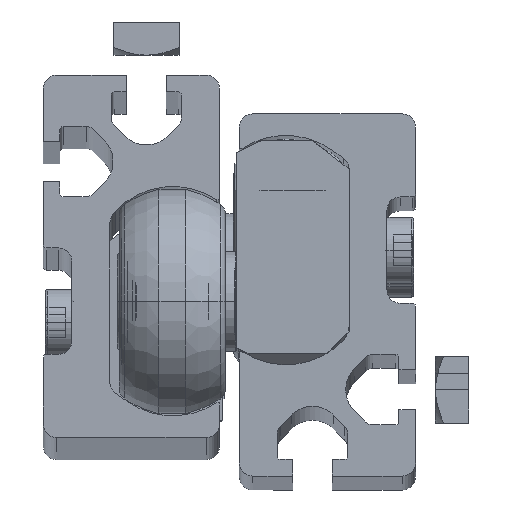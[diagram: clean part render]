
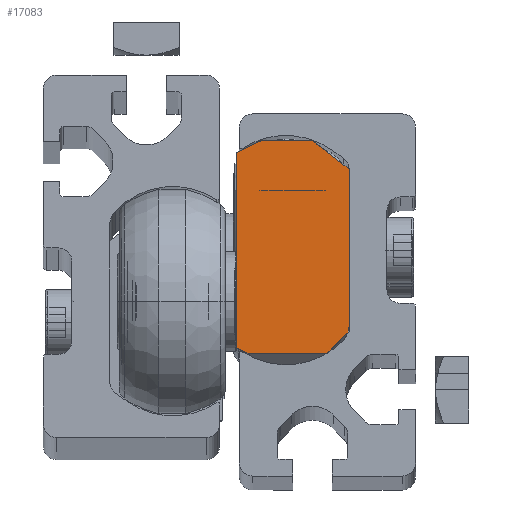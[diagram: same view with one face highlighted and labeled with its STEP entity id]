
A CAD part, top view. The second image highlights one B-rep face of the part: STEP entity #17083.
In plain terms, the highlighted face is planar.
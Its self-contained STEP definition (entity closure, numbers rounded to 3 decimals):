
#119 = CARTESIAN_POINT ( 'NONE',  ( -19., 12.203, 8.5 ) ) ;
#330 = VERTEX_POINT ( 'NONE', #9998 ) ;
#785 = ORIENTED_EDGE ( 'NONE', *, *, #1873, .F. ) ;
#1152 = DIRECTION ( 'NONE',  ( 0., -1., 0. ) ) ;
#1539 = CARTESIAN_POINT ( 'NONE',  ( -19., -12.2, 8.5 ) ) ;
#1873 = EDGE_CURVE ( 'NONE', #330, #20379, #4711, .T. ) ;
#2134 = CARTESIAN_POINT ( 'NONE',  ( -19., -14.661, -8.5 ) ) ;
#2980 = VECTOR ( 'NONE', #10996, 1000. ) ;
#3766 = EDGE_CURVE ( 'NONE', #7724, #14716, #18503, .T. ) ;
#4056 = CARTESIAN_POINT ( 'NONE',  ( -19., -12.2, 8.5 ) ) ;
#4687 = CARTESIAN_POINT ( 'NONE',  ( -19., 16.5, -4.6 ) ) ;
#4711 = LINE ( 'NONE', #11046, #16573 ) ;
#5779 = VECTOR ( 'NONE', #12376, 1000. ) ;
#6053 = DIRECTION ( 'NONE',  ( 0., -0.423, 0.906 ) ) ;
#6475 = DIRECTION ( 'NONE',  ( 0., 0., 1. ) ) ;
#6848 = EDGE_CURVE ( 'NONE', #16892, #15644, #12552, .T. ) ;
#6896 = LINE ( 'NONE', #19696, #14920 ) ;
#7724 = VERTEX_POINT ( 'NONE', #13002 ) ;
#8850 = VECTOR ( 'NONE', #1152, 1000. ) ;
#9118 = EDGE_CURVE ( 'NONE', #13916, #16892, #6896, .T. ) ;
#9121 = VECTOR ( 'NONE', #14407, 1000. ) ;
#9158 = LINE ( 'NONE', #4687, #5779 ) ;
#9269 = VERTEX_POINT ( 'NONE', #16969 ) ;
#9372 = EDGE_CURVE ( 'NONE', #14716, #15644, #11225, .T. ) ;
#9589 = ORIENTED_EDGE ( 'NONE', *, *, #3766, .T. ) ;
#9668 = DIRECTION ( 'NONE',  ( 0., 0.616, -0.788 ) ) ;
#9998 = CARTESIAN_POINT ( 'NONE',  ( -19., 16.5, -4.6 ) ) ;
#10996 = DIRECTION ( 'NONE',  ( 0., 0., -1. ) ) ;
#11046 = CARTESIAN_POINT ( 'NONE',  ( -19., 16.5, -4.6 ) ) ;
#11225 = LINE ( 'NONE', #12584, #16596 ) ;
#11428 = CARTESIAN_POINT ( 'NONE',  ( -19., -15.5, 5.2 ) ) ;
#12376 = DIRECTION ( 'NONE',  ( 0., -0.423, -0.906 ) ) ;
#12543 = ORIENTED_EDGE ( 'NONE', *, *, #14212, .T. ) ;
#12552 = LINE ( 'NONE', #18917, #2980 ) ;
#12584 = CARTESIAN_POINT ( 'NONE',  ( -19., -14.661, -8.5 ) ) ;
#12639 = LINE ( 'NONE', #1539, #9121 ) ;
#13002 = CARTESIAN_POINT ( 'NONE',  ( -19., 14.681, -8.5 ) ) ;
#13399 = EDGE_CURVE ( 'NONE', #330, #7724, #9158, .T. ) ;
#13500 = CARTESIAN_POINT ( 'NONE',  ( -19., 1.5, 22.2 ) ) ;
#13795 = ORIENTED_EDGE ( 'NONE', *, *, #6848, .F. ) ;
#13916 = VERTEX_POINT ( 'NONE', #4056 ) ;
#14201 = AXIS2_PLACEMENT_3D ( 'NONE', #13500, #15171, #18488 ) ;
#14212 = EDGE_CURVE ( 'NONE', #13916, #9269, #12639, .T. ) ;
#14407 = DIRECTION ( 'NONE',  ( 0., 1., 0. ) ) ;
#14595 = DIRECTION ( 'NONE',  ( 0., -0.707, -0.707 ) ) ;
#14716 = VERTEX_POINT ( 'NONE', #2134 ) ;
#14828 = LINE ( 'NONE', #119, #16839 ) ;
#14851 = ORIENTED_EDGE ( 'NONE', *, *, #9118, .F. ) ;
#14920 = VECTOR ( 'NONE', #14595, 1000. ) ;
#14964 = FACE_OUTER_BOUND ( 'NONE', #17819, .T. ) ;
#15171 = DIRECTION ( 'NONE',  ( -1., 0., 0. ) ) ;
#15644 = VERTEX_POINT ( 'NONE', #16200 ) ;
#16200 = CARTESIAN_POINT ( 'NONE',  ( -19., -15.5, -6.7 ) ) ;
#16573 = VECTOR ( 'NONE', #6475, 1000. ) ;
#16596 = VECTOR ( 'NONE', #6053, 1000. ) ;
#16692 = ORIENTED_EDGE ( 'NONE', *, *, #19634, .T. ) ;
#16839 = VECTOR ( 'NONE', #9668, 1000. ) ;
#16892 = VERTEX_POINT ( 'NONE', #11428 ) ;
#16899 = ORIENTED_EDGE ( 'NONE', *, *, #13399, .T. ) ;
#16940 = CARTESIAN_POINT ( 'NONE',  ( -19., 14.681, -8.5 ) ) ;
#16969 = CARTESIAN_POINT ( 'NONE',  ( -19., 12.203, 8.5 ) ) ;
#17083 = ADVANCED_FACE ( 'NONE', ( #14964 ), #20047, .T. ) ;
#17819 = EDGE_LOOP ( 'NONE', ( #16692, #785, #16899, #9589, #19438, #13795, #14851, #12543 ) ) ;
#18488 = DIRECTION ( 'NONE',  ( 0., 0., 1. ) ) ;
#18503 = LINE ( 'NONE', #16940, #8850 ) ;
#18917 = CARTESIAN_POINT ( 'NONE',  ( -19., -15.5, 5.2 ) ) ;
#19054 = CARTESIAN_POINT ( 'NONE',  ( -19., 16.5, 3. ) ) ;
#19438 = ORIENTED_EDGE ( 'NONE', *, *, #9372, .T. ) ;
#19634 = EDGE_CURVE ( 'NONE', #9269, #20379, #14828, .T. ) ;
#19696 = CARTESIAN_POINT ( 'NONE',  ( -19., -12.2, 8.5 ) ) ;
#20047 = PLANE ( 'NONE',  #14201 ) ;
#20379 = VERTEX_POINT ( 'NONE', #19054 ) ;
